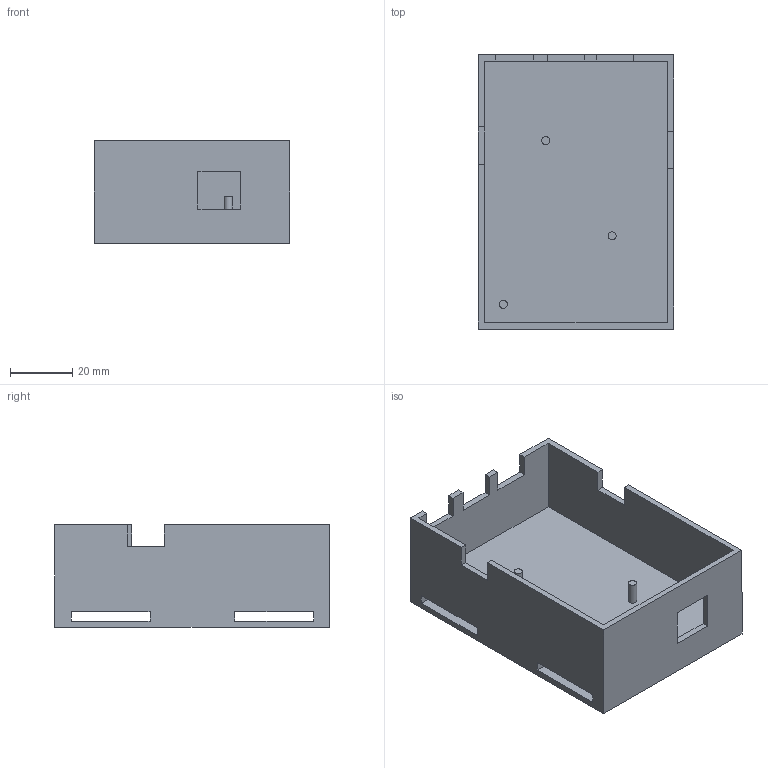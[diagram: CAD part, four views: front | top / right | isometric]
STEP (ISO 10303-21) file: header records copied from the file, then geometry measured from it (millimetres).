
FILE_DESCRIPTION(/* description */ (''),/* implementation_level */ '2;1');
FILE_NAME(/* name */ 'PCB_Mount_v2.step',/* time_stamp */ '2022-11-16T19:16:01-05:00',/* author */ (''),/* organization */ (''),/* preprocessor_version */ 'ST-DEVELOPER v19.2',/* originating_system */ 'Autodesk Translation Framework v11.17.0.187',/* authorisation */ '');
FILE_SCHEMA (('AUTOMOTIVE_DESIGN { 1 0 10303 214 3 1 1 }'));
Length unit declared in the file: millimetre
Products named in the file (1): PCB_Mount
Bounding box: 62.8 x 88.2 x 33 mm (x, y, z)
Volume: 48376.4 mm3; surface area: 34262.6 mm2
Topology: 1 solids, 1 shells, 48 faces, 129 edges, 86 vertices
Faces by surface type: plane 45, cylinder 3
Full cylindrical faces by diameter (mm): 2.598 x3
Entity records: 1524 total; most frequent: CARTESIAN_POINT 264, ORIENTED_EDGE 258, DIRECTION 233, EDGE_CURVE 129, LINE 123, VECTOR 123, VERTEX_POINT 86, EDGE_LOOP 57
